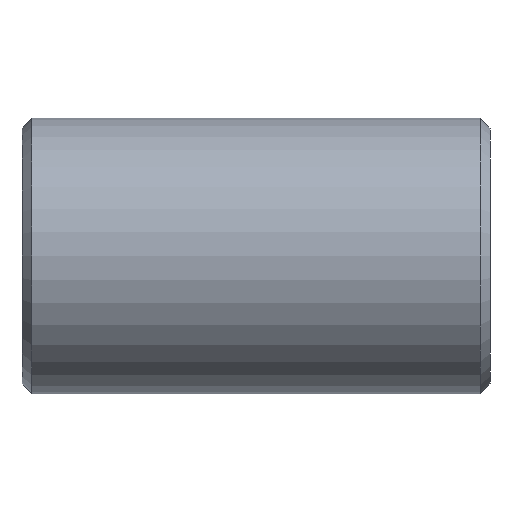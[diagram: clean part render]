
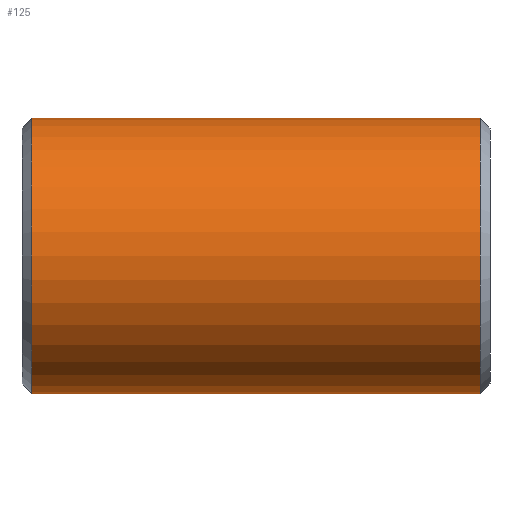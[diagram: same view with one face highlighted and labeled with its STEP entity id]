
A CAD part, front view. The second image highlights one B-rep face of the part: STEP entity #125.
In plain terms, the highlighted cylindrical face has radius 84.138 mm (diameter 168.275 mm), a partial arc.
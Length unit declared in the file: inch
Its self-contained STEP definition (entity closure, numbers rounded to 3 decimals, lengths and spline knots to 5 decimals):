
#2 = ORIENTED_EDGE ( 'NONE', *, *, #397, .F. ) ;
#8 = EDGE_CURVE ( 'NONE', #509, #657, #143, .T. ) ;
#46 = DIRECTION ( 'NONE',  ( -1., 0., 0. ) ) ;
#58 = VERTEX_POINT ( 'NONE', #258 ) ;
#115 = CARTESIAN_POINT ( 'NONE',  ( 5.62, 0., 0. ) ) ;
#123 = ORIENTED_EDGE ( 'NONE', *, *, #445, .T. ) ;
#125 = ADVANCED_FACE ( 'NONE', ( #130 ), #245, .T. ) ;
#130 = FACE_OUTER_BOUND ( 'NONE', #573, .T. ) ;
#136 = DIRECTION ( 'NONE',  ( 0., 0., 1. ) ) ;
#143 = CIRCLE ( 'NONE', #248, 3.3125 ) ;
#162 = AXIS2_PLACEMENT_3D ( 'NONE', #747, #169, #185 ) ;
#169 = DIRECTION ( 'NONE',  ( -1., 0., 0. ) ) ;
#173 = DIRECTION ( 'NONE',  ( -1., 0., 0. ) ) ;
#185 = DIRECTION ( 'NONE',  ( 0., 0., -1. ) ) ;
#199 = CARTESIAN_POINT ( 'NONE',  ( -5.38033, 0., 0. ) ) ;
#245 = CYLINDRICAL_SURFACE ( 'NONE', #382, 3.3125 ) ;
#248 = AXIS2_PLACEMENT_3D ( 'NONE', #199, #466, #660 ) ;
#256 = LINE ( 'NONE', #384, #279 ) ;
#258 = CARTESIAN_POINT ( 'NONE',  ( 5.38033, 0., -3.3125 ) ) ;
#259 = ORIENTED_EDGE ( 'NONE', *, *, #669, .T. ) ;
#279 = VECTOR ( 'NONE', #173, 39.37008 ) ;
#328 = VERTEX_POINT ( 'NONE', #542 ) ;
#359 = VECTOR ( 'NONE', #411, 39.37008 ) ;
#382 = AXIS2_PLACEMENT_3D ( 'NONE', #115, #46, #136 ) ;
#384 = CARTESIAN_POINT ( 'NONE',  ( 5.62, 0., 3.3125 ) ) ;
#397 = EDGE_CURVE ( 'NONE', #58, #657, #785, .T. ) ;
#411 = DIRECTION ( 'NONE',  ( -1., 0., 0. ) ) ;
#445 = EDGE_CURVE ( 'NONE', #58, #328, #464, .T. ) ;
#464 = CIRCLE ( 'NONE', #162, 3.3125 ) ;
#466 = DIRECTION ( 'NONE',  ( 1., 0., 0. ) ) ;
#493 = CARTESIAN_POINT ( 'NONE',  ( -5.38033, 0., 3.3125 ) ) ;
#502 = ORIENTED_EDGE ( 'NONE', *, *, #8, .T. ) ;
#509 = VERTEX_POINT ( 'NONE', #493 ) ;
#514 = CARTESIAN_POINT ( 'NONE',  ( -5.38033, 0., -3.3125 ) ) ;
#542 = CARTESIAN_POINT ( 'NONE',  ( 5.38033, 0., 3.3125 ) ) ;
#573 = EDGE_LOOP ( 'NONE', ( #2, #123, #259, #502 ) ) ;
#656 = CARTESIAN_POINT ( 'NONE',  ( 5.62, 0., -3.3125 ) ) ;
#657 = VERTEX_POINT ( 'NONE', #514 ) ;
#660 = DIRECTION ( 'NONE',  ( 0., 0., 1. ) ) ;
#669 = EDGE_CURVE ( 'NONE', #328, #509, #256, .T. ) ;
#747 = CARTESIAN_POINT ( 'NONE',  ( 5.38033, 0., 0. ) ) ;
#785 = LINE ( 'NONE', #656, #359 ) ;
